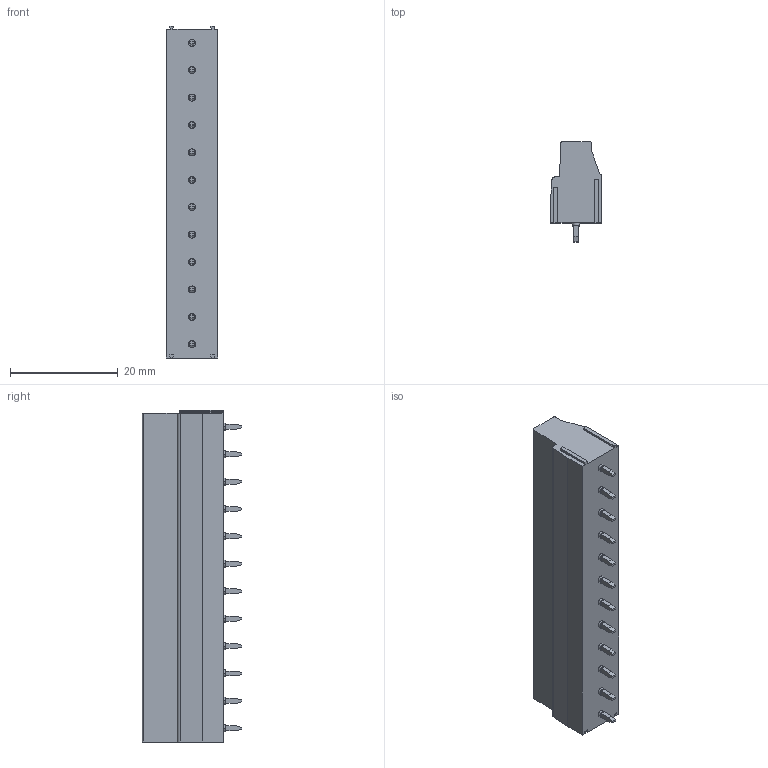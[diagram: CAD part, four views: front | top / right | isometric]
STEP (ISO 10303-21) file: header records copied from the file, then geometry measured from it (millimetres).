
FILE_DESCRIPTION(('STEP AP242'),'1');
FILE_NAME('1829713.stp','2020-01-26T22:29:00',('TraceParts'),('TraceParts S.A.'),'Spatial InterOp 3D',' ',' ');
FILE_SCHEMA(('AP242_MANAGED_MODEL_BASED_3D_ENGINEERING_MIM_LF {1 0 10303 442 1 1 4}'));
Length unit declared in the file: millimetre
Products named in the file (1): 1829713
Bounding box: 9.5 x 18.5 x 61.53 mm (x, y, z)
Volume: 6956.3 mm3; surface area: 4218.8 mm2
Topology: 1 solids, 1 shells, 1585 faces, 4115 edges, 2596 vertices
Faces by surface type: plane 1199, torus 156, cone 132, cylinder 74, sphere 24
Entity records: 66810 total; most frequent: CARTESIAN_POINT 15530, ORIENTED_EDGE 8230, DIRECTION 7683, EDGE_CURVE 4115, LINE 3047, VECTOR 3047, VERTEX_POINT 2596, AXIS2_PLACEMENT_3D 2318
